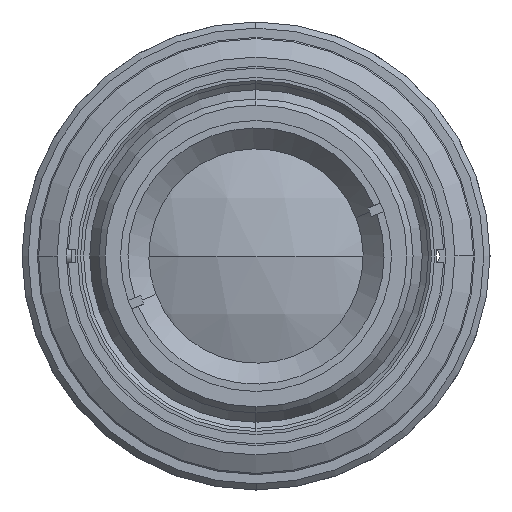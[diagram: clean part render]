
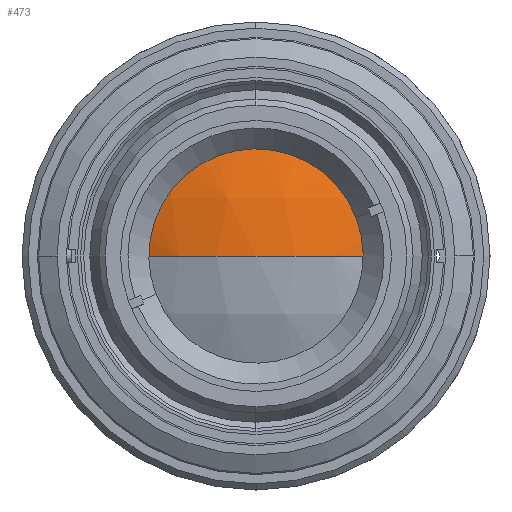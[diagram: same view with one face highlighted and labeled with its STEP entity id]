
A CAD part, left-side view. The second image highlights one B-rep face of the part: STEP entity #473.
In plain terms, the highlighted spherical face has radius 45.2 mm.
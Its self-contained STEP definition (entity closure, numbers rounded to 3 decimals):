
#146 = VERTEX_POINT ( 'NONE', #1956 ) ;
#195 = DIRECTION ( 'NONE',  ( 0., 0., -1. ) ) ;
#369 = DIRECTION ( 'NONE',  ( 1., 0., 0. ) ) ;
#473 = ADVANCED_FACE ( 'NONE', ( #2653 ), #4525, .T. ) ;
#581 = EDGE_LOOP ( 'NONE', ( #3255, #930, #4108 ) ) ;
#593 = CARTESIAN_POINT ( 'NONE',  ( -275.711, -18.5, 0. ) ) ;
#710 = CARTESIAN_POINT ( 'NONE',  ( -234.47, 0., 0. ) ) ;
#930 = ORIENTED_EDGE ( 'NONE', *, *, #1215, .T. ) ;
#1081 = DIRECTION ( 'NONE',  ( 0., -1., 0. ) ) ;
#1174 = CARTESIAN_POINT ( 'NONE',  ( -234.47, 0., 0. ) ) ;
#1195 = AXIS2_PLACEMENT_3D ( 'NONE', #2592, #369, #2962 ) ;
#1215 = EDGE_CURVE ( 'NONE', #146, #3609, #4665, .T. ) ;
#1408 = CARTESIAN_POINT ( 'NONE',  ( -275.711, 18.5, 0. ) ) ;
#1956 = CARTESIAN_POINT ( 'NONE',  ( -279.67, 0., 0. ) ) ;
#2285 = AXIS2_PLACEMENT_3D ( 'NONE', #710, #3298, #1081 ) ;
#2387 = AXIS2_PLACEMENT_3D ( 'NONE', #1174, #2683, #2699 ) ;
#2418 = CARTESIAN_POINT ( 'NONE',  ( -234.47, 0., 0. ) ) ;
#2592 = CARTESIAN_POINT ( 'NONE',  ( -275.711, 0., 0. ) ) ;
#2653 = FACE_OUTER_BOUND ( 'NONE', #581, .T. ) ;
#2683 = DIRECTION ( 'NONE',  ( 0., 0., 1. ) ) ;
#2689 = CIRCLE ( 'NONE', #3464, 45.2 ) ;
#2699 = DIRECTION ( 'NONE',  ( 0., 1., 0. ) ) ;
#2789 = DIRECTION ( 'NONE',  ( -1., 0., 0. ) ) ;
#2822 = EDGE_CURVE ( 'NONE', #146, #4001, #2689, .T. ) ;
#2962 = DIRECTION ( 'NONE',  ( 0., 0., -1. ) ) ;
#3255 = ORIENTED_EDGE ( 'NONE', *, *, #2822, .F. ) ;
#3298 = DIRECTION ( 'NONE',  ( 0., 0., 1. ) ) ;
#3464 = AXIS2_PLACEMENT_3D ( 'NONE', #2418, #195, #2789 ) ;
#3609 = VERTEX_POINT ( 'NONE', #593 ) ;
#4001 = VERTEX_POINT ( 'NONE', #1408 ) ;
#4108 = ORIENTED_EDGE ( 'NONE', *, *, #4663, .F. ) ;
#4499 = CIRCLE ( 'NONE', #1195, 18.5 ) ;
#4525 = SPHERICAL_SURFACE ( 'NONE', #2387, 45.2 ) ;
#4663 = EDGE_CURVE ( 'NONE', #4001, #3609, #4499, .T. ) ;
#4665 = CIRCLE ( 'NONE', #2285, 45.2 ) ;
